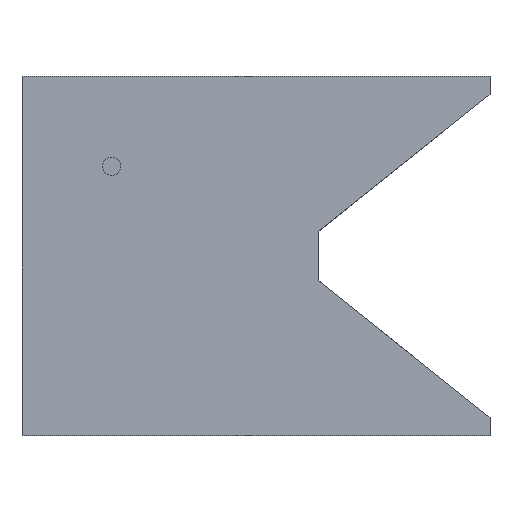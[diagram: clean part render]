
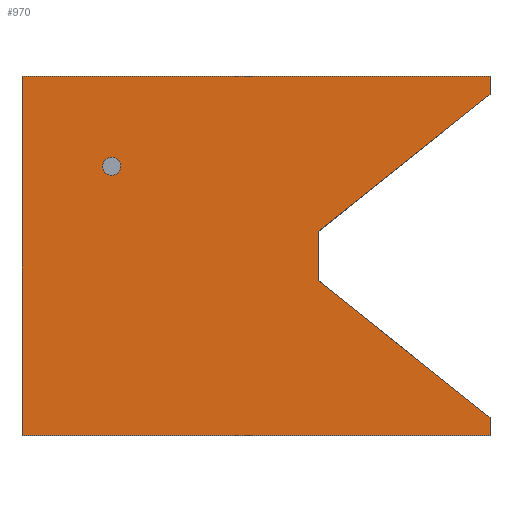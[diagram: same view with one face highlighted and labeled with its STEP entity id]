
A CAD part, top view. The second image highlights one B-rep face of the part: STEP entity #970.
In plain terms, the highlighted planar face has unit normal (0, 0, 1).
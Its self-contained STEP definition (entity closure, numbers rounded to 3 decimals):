
#13=FACE_BOUND('',#143,.T.);
#26=CIRCLE('',#1047,0.5);
#88=FACE_OUTER_BOUND('',#142,.T.);
#142=EDGE_LOOP('',(#753,#754,#755,#756,#757,#758,#759,#760));
#143=EDGE_LOOP('',(#761));
#228=LINE('',#1524,#338);
#231=LINE('',#1529,#341);
#232=LINE('',#1531,#342);
#233=LINE('',#1533,#343);
#234=LINE('',#1535,#344);
#235=LINE('',#1537,#345);
#236=LINE('',#1539,#346);
#237=LINE('',#1540,#347);
#338=VECTOR('',#1236,10.);
#341=VECTOR('',#1241,10.);
#342=VECTOR('',#1242,10.);
#343=VECTOR('',#1243,10.);
#344=VECTOR('',#1244,10.);
#345=VECTOR('',#1245,10.);
#346=VECTOR('',#1246,10.);
#347=VECTOR('',#1247,10.);
#435=VERTEX_POINT('',#1503);
#440=VERTEX_POINT('',#1521);
#441=VERTEX_POINT('',#1523);
#442=VERTEX_POINT('',#1528);
#443=VERTEX_POINT('',#1530);
#444=VERTEX_POINT('',#1532);
#445=VERTEX_POINT('',#1534);
#446=VERTEX_POINT('',#1536);
#447=VERTEX_POINT('',#1538);
#544=EDGE_CURVE('',#435,#435,#26,.T.);
#553=EDGE_CURVE('',#440,#441,#228,.T.);
#556=EDGE_CURVE('',#442,#441,#231,.T.);
#557=EDGE_CURVE('',#440,#443,#232,.T.);
#558=EDGE_CURVE('',#444,#443,#233,.T.);
#559=EDGE_CURVE('',#445,#444,#234,.T.);
#560=EDGE_CURVE('',#446,#445,#235,.T.);
#561=EDGE_CURVE('',#447,#446,#236,.T.);
#562=EDGE_CURVE('',#442,#447,#237,.T.);
#753=ORIENTED_EDGE('',*,*,#556,.T.);
#754=ORIENTED_EDGE('',*,*,#553,.F.);
#755=ORIENTED_EDGE('',*,*,#557,.T.);
#756=ORIENTED_EDGE('',*,*,#558,.F.);
#757=ORIENTED_EDGE('',*,*,#559,.F.);
#758=ORIENTED_EDGE('',*,*,#560,.F.);
#759=ORIENTED_EDGE('',*,*,#561,.F.);
#760=ORIENTED_EDGE('',*,*,#562,.F.);
#761=ORIENTED_EDGE('',*,*,#544,.T.);
#922=PLANE('',#1055);
#970=ADVANCED_FACE('',(#88,#13),#922,.T.);
#1047=AXIS2_PLACEMENT_3D('',#1505,#1215,#1216);
#1055=AXIS2_PLACEMENT_3D('',#1527,#1239,#1240);
#1215=DIRECTION('center_axis',(0.,0.,-1.));
#1216=DIRECTION('ref_axis',(-1.,0.,0.));
#1236=DIRECTION('',(-0.781,-0.625,0.));
#1239=DIRECTION('center_axis',(0.,0.,1.));
#1240=DIRECTION('ref_axis',(1.,0.,0.));
#1241=DIRECTION('',(0.,1.,0.));
#1242=DIRECTION('',(0.,1.,0.));
#1243=DIRECTION('',(1.,0.,0.));
#1244=DIRECTION('',(0.,1.,0.));
#1245=DIRECTION('',(-1.,0.,0.));
#1246=DIRECTION('',(0.,-1.,0.));
#1247=DIRECTION('',(0.781,-0.625,0.));
#1503=CARTESIAN_POINT('',(-10.038,5.,1.2));
#1505=CARTESIAN_POINT('Origin',(-10.538,5.,1.2));
#1521=CARTESIAN_POINT('',(10.538,9.,1.2));
#1523=CARTESIAN_POINT('',(1.,1.37,1.2));
#1524=CARTESIAN_POINT('',(-2.107,-1.116,1.2));
#1527=CARTESIAN_POINT('Origin',(-15.538,0.,1.2));
#1528=CARTESIAN_POINT('',(1.,-1.37,1.2));
#1529=CARTESIAN_POINT('',(1.,0.,1.2));
#1530=CARTESIAN_POINT('',(10.538,10.,1.2));
#1531=CARTESIAN_POINT('',(10.538,0.,1.2));
#1532=CARTESIAN_POINT('',(-15.538,10.,1.2));
#1533=CARTESIAN_POINT('',(-15.538,10.,1.2));
#1534=CARTESIAN_POINT('',(-15.538,-10.,1.2));
#1535=CARTESIAN_POINT('',(-15.538,0.,1.2));
#1536=CARTESIAN_POINT('',(10.538,-10.,1.2));
#1537=CARTESIAN_POINT('',(-15.538,-10.,1.2));
#1538=CARTESIAN_POINT('',(10.538,-9.,1.2));
#1539=CARTESIAN_POINT('',(10.538,0.,1.2));
#1540=CARTESIAN_POINT('',(-2.107,1.116,1.2));
